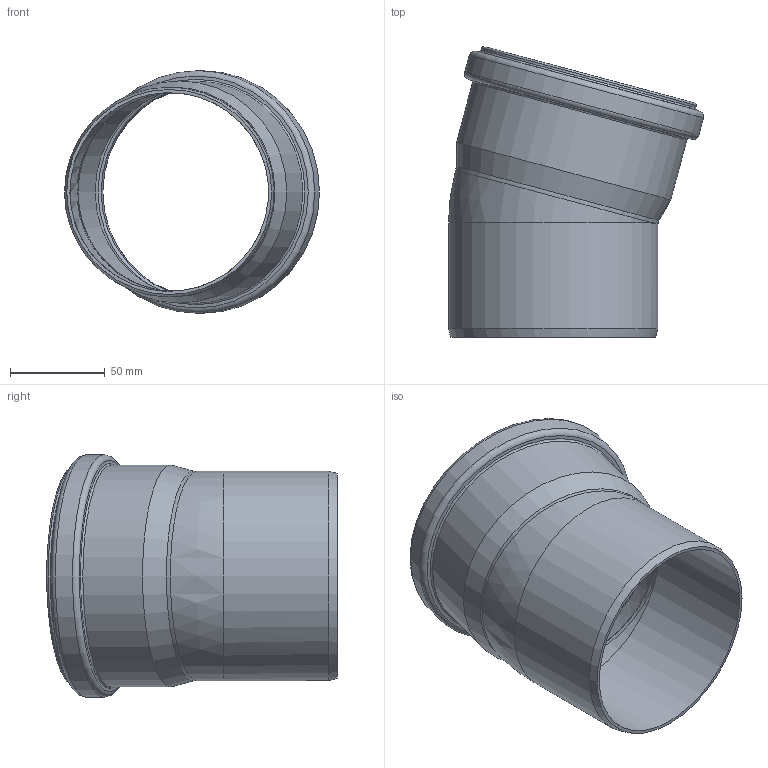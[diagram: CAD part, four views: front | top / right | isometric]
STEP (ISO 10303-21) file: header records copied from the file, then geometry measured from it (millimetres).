
FILE_DESCRIPTION(/* description */ (''),/* implementation_level */ '2;1');
FILE_NAME(/* name */ '175100 HTsafeB DN_OD 110_15°.stp',/* time_stamp */ '2017-03-13T11:56:36+01:00',/* author */ ('user1'),/* organization */ (''),/* preprocessor_version */ 'ST-DEVELOPER v16.1',/* originating_system */ 'Autodesk Inventor 2016',/* authorisation */ '');
FILE_SCHEMA (('AUTOMOTIVE_DESIGN { 1 0 10303 214 3 1 1 }'));
Length unit declared in the file: millimetre
Products named in the file (1): 175100 HTsafeB DN_OD 110_15°
Bounding box: 134.26 x 153.02 x 127.6 mm (x, y, z)
Volume: 148117.6 mm3; surface area: 105297.5 mm2
Topology: 1 solids, 1 shells, 35 faces, 73 edges, 40 vertices
Faces by surface type: cylinder 11, torus 10, cone 7, plane 4, bspline 3
Full cylindrical faces by diameter (mm): 104.652 x2, 110.3 x2, 111 x1, 111.3 x2, 116.8 x1, 117.1 x1, 121.8 x1, 127.6 x1
Entity records: 826 total; most frequent: CARTESIAN_POINT 194, DIRECTION 140, ORIENTED_EDGE 78, AXIS2_PLACEMENT_3D 70, EDGE_LOOP 67, EDGE_CURVE 39, VERTEX_POINT 36, FACE_OUTER_BOUND 35
